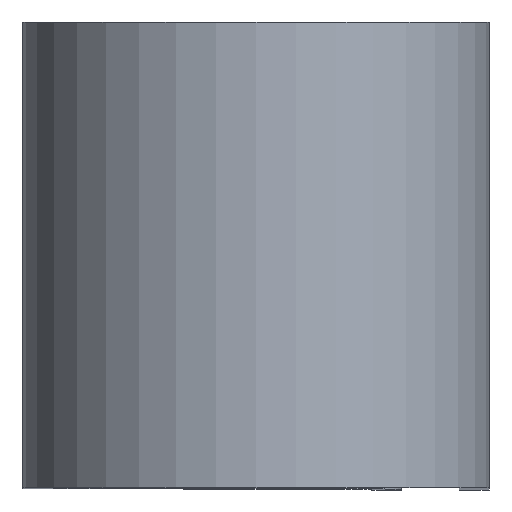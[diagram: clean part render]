
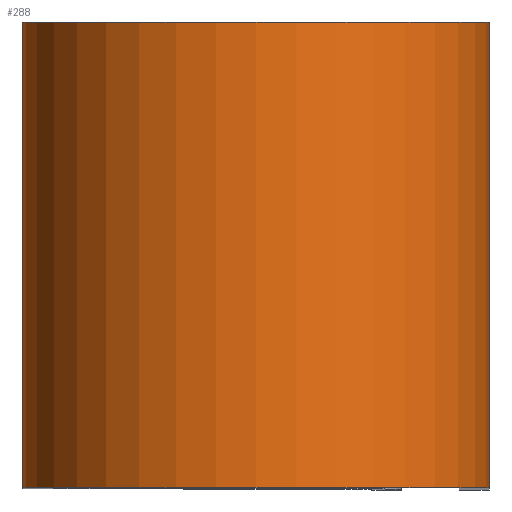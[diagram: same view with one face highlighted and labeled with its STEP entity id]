
A CAD part, top view. The second image highlights one B-rep face of the part: STEP entity #288.
In plain terms, the highlighted cylindrical face has radius 6.363 mm (diameter 12.725 mm), a partial arc.
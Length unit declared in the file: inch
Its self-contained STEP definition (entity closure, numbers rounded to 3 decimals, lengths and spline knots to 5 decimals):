
#28 = CARTESIAN_POINT ( 'NONE',  ( -0.2505, 0.25, 0.437 ) ) ;
#36 = DIRECTION ( 'NONE',  ( 1., 0., 0. ) ) ;
#58 = CYLINDRICAL_SURFACE ( 'NONE', #618, 0.2505 ) ;
#127 = ORIENTED_EDGE ( 'NONE', *, *, #740, .F. ) ;
#160 = CIRCLE ( 'NONE', #837, 0.2505 ) ;
#170 = CARTESIAN_POINT ( 'NONE',  ( 0.2505, 0.25, 0.437 ) ) ;
#207 = CARTESIAN_POINT ( 'NONE',  ( 0.2505, 0.25, 0.437 ) ) ;
#256 = VERTEX_POINT ( 'NONE', #683 ) ;
#269 = VERTEX_POINT ( 'NONE', #207 ) ;
#288 = ADVANCED_FACE ( 'NONE', ( #429 ), #58, .T. ) ;
#289 = VECTOR ( 'NONE', #835, 39.37008 ) ;
#380 = VERTEX_POINT ( 'NONE', #827 ) ;
#382 = CARTESIAN_POINT ( 'NONE',  ( 0., -0.25, 0.437 ) ) ;
#400 = EDGE_CURVE ( 'NONE', #256, #380, #160, .T. ) ;
#426 = CARTESIAN_POINT ( 'NONE',  ( 0., 0.25, 0.437 ) ) ;
#429 = FACE_OUTER_BOUND ( 'NONE', #644, .T. ) ;
#440 = DIRECTION ( 'NONE',  ( 1., 0., 0. ) ) ;
#446 = DIRECTION ( 'NONE',  ( 0., 1., 0. ) ) ;
#448 = CIRCLE ( 'NONE', #799, 0.2505 ) ;
#465 = LINE ( 'NONE', #170, #289 ) ;
#491 = ORIENTED_EDGE ( 'NONE', *, *, #400, .T. ) ;
#506 = DIRECTION ( 'NONE',  ( 0., -1., 0. ) ) ;
#516 = LINE ( 'NONE', #28, #669 ) ;
#562 = DIRECTION ( 'NONE',  ( 0., -1., 0. ) ) ;
#618 = AXIS2_PLACEMENT_3D ( 'NONE', #426, #562, #753 ) ;
#644 = EDGE_LOOP ( 'NONE', ( #491, #127, #820, #655 ) ) ;
#655 = ORIENTED_EDGE ( 'NONE', *, *, #676, .T. ) ;
#669 = VECTOR ( 'NONE', #506, 39.37008 ) ;
#676 = EDGE_CURVE ( 'NONE', #777, #256, #516, .T. ) ;
#683 = CARTESIAN_POINT ( 'NONE',  ( -0.2505, -0.25, 0.437 ) ) ;
#740 = EDGE_CURVE ( 'NONE', #269, #380, #465, .T. ) ;
#753 = DIRECTION ( 'NONE',  ( 0., 0., -1. ) ) ;
#755 = EDGE_CURVE ( 'NONE', #777, #269, #448, .T. ) ;
#777 = VERTEX_POINT ( 'NONE', #845 ) ;
#799 = AXIS2_PLACEMENT_3D ( 'NONE', #840, #446, #36 ) ;
#820 = ORIENTED_EDGE ( 'NONE', *, *, #755, .F. ) ;
#827 = CARTESIAN_POINT ( 'NONE',  ( 0.2505, -0.25, 0.437 ) ) ;
#832 = DIRECTION ( 'NONE',  ( 0., 1., 0. ) ) ;
#835 = DIRECTION ( 'NONE',  ( 0., -1., 0. ) ) ;
#837 = AXIS2_PLACEMENT_3D ( 'NONE', #382, #832, #440 ) ;
#840 = CARTESIAN_POINT ( 'NONE',  ( 0., 0.25, 0.437 ) ) ;
#845 = CARTESIAN_POINT ( 'NONE',  ( -0.2505, 0.25, 0.437 ) ) ;
